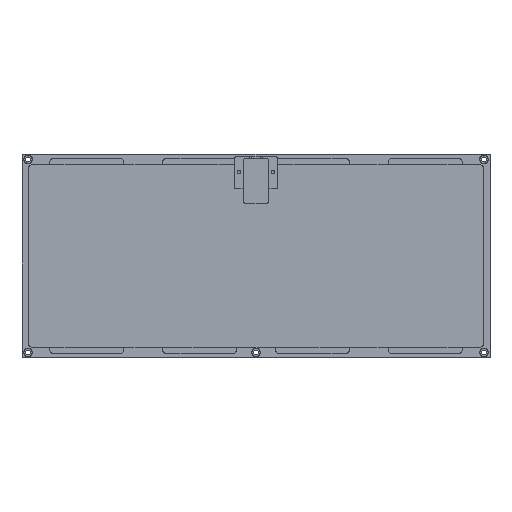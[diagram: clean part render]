
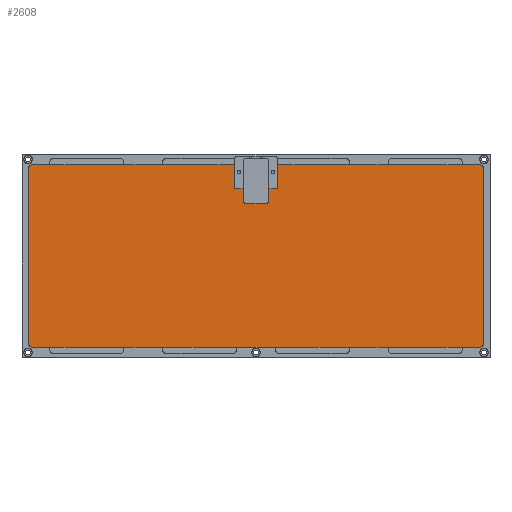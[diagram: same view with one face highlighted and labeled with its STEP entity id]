
A CAD part, top view. The second image highlights one B-rep face of the part: STEP entity #2608.
In plain terms, the highlighted planar face has unit normal (0, 0, 1).
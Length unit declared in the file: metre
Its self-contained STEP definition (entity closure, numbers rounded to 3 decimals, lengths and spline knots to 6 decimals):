
#154=LINE('',#3986,#388);
#156=LINE('',#3995,#390);
#167=LINE('',#4018,#401);
#187=LINE('',#4059,#421);
#197=LINE('',#4079,#431);
#227=LINE('',#4189,#461);
#231=LINE('',#4198,#465);
#237=LINE('',#4216,#471);
#239=LINE('',#4220,#473);
#245=LINE('',#4231,#479);
#246=LINE('',#4233,#480);
#249=LINE('',#4239,#483);
#388=VECTOR('',#3161,1.);
#390=VECTOR('',#3173,1.);
#401=VECTOR('',#3186,1.);
#421=VECTOR('',#3208,1.);
#431=VECTOR('',#3220,1.);
#461=VECTOR('',#3314,1.);
#465=VECTOR('',#3320,1.);
#471=VECTOR('',#3340,1.);
#473=VECTOR('',#3344,1.);
#479=VECTOR('',#3352,1.);
#480=VECTOR('',#3355,1.);
#483=VECTOR('',#3360,1.);
#871=ORIENTED_EDGE('',*,*,#1420,.F.);
#872=ORIENTED_EDGE('',*,*,#1557,.T.);
#873=ORIENTED_EDGE('',*,*,#1533,.T.);
#874=ORIENTED_EDGE('',*,*,#1558,.T.);
#875=ORIENTED_EDGE('',*,*,#1409,.T.);
#876=ORIENTED_EDGE('',*,*,#1404,.F.);
#877=ORIENTED_EDGE('',*,*,#1520,.F.);
#878=ORIENTED_EDGE('',*,*,#1514,.F.);
#879=ORIENTED_EDGE('',*,*,#1532,.F.);
#880=ORIENTED_EDGE('',*,*,#1559,.T.);
#881=ORIENTED_EDGE('',*,*,#1526,.T.);
#882=ORIENTED_EDGE('',*,*,#1560,.T.);
#883=ORIENTED_EDGE('',*,*,#1524,.T.);
#884=ORIENTED_EDGE('',*,*,#1510,.F.);
#885=ORIENTED_EDGE('',*,*,#1518,.F.);
#886=ORIENTED_EDGE('',*,*,#1450,.F.);
#887=ORIENTED_EDGE('',*,*,#1440,.T.);
#888=ORIENTED_EDGE('',*,*,#1561,.T.);
#889=ORIENTED_EDGE('',*,*,#1536,.F.);
#890=ORIENTED_EDGE('',*,*,#1562,.T.);
#1404=EDGE_CURVE('',#1768,#1764,#154,.T.);
#1409=EDGE_CURVE('',#1771,#1764,#156,.F.);
#1420=EDGE_CURVE('',#1781,#1782,#167,.F.);
#1440=EDGE_CURVE('',#1802,#1801,#187,.F.);
#1450=EDGE_CURVE('',#1802,#1811,#197,.F.);
#1510=EDGE_CURVE('',#1859,#1860,#227,.T.);
#1514=EDGE_CURVE('',#1863,#1864,#231,.T.);
#1518=EDGE_CURVE('',#1811,#1859,#2014,.T.);
#1520=EDGE_CURVE('',#1864,#1768,#2016,.T.);
#1524=EDGE_CURVE('',#1868,#1860,#237,.T.);
#1526=EDGE_CURVE('',#1869,#1870,#239,.F.);
#1532=EDGE_CURVE('',#1872,#1863,#245,.T.);
#1533=EDGE_CURVE('',#1873,#1874,#246,.T.);
#1536=EDGE_CURVE('',#1875,#1876,#249,.T.);
#1557=EDGE_CURVE('',#1781,#1873,#2024,.T.);
#1558=EDGE_CURVE('',#1874,#1771,#2025,.T.);
#1559=EDGE_CURVE('',#1872,#1869,#2026,.F.);
#1560=EDGE_CURVE('',#1870,#1868,#2027,.F.);
#1561=EDGE_CURVE('',#1801,#1876,#2028,.T.);
#1562=EDGE_CURVE('',#1875,#1782,#2029,.T.);
#1764=VERTEX_POINT('',#3977);
#1768=VERTEX_POINT('',#3985);
#1771=VERTEX_POINT('',#3996);
#1781=VERTEX_POINT('',#4017);
#1782=VERTEX_POINT('',#4019);
#1801=VERTEX_POINT('',#4058);
#1802=VERTEX_POINT('',#4060);
#1811=VERTEX_POINT('',#4080);
#1859=VERTEX_POINT('',#4190);
#1860=VERTEX_POINT('',#4191);
#1863=VERTEX_POINT('',#4199);
#1864=VERTEX_POINT('',#4200);
#1868=VERTEX_POINT('',#4217);
#1869=VERTEX_POINT('',#4221);
#1870=VERTEX_POINT('',#4222);
#1872=VERTEX_POINT('',#4230);
#1873=VERTEX_POINT('',#4234);
#1874=VERTEX_POINT('',#4235);
#1875=VERTEX_POINT('',#4240);
#1876=VERTEX_POINT('',#4241);
#2014=CIRCLE('',#2830,0.00175);
#2016=CIRCLE('',#2833,0.00175);
#2024=CIRCLE('',#2853,0.003);
#2025=CIRCLE('',#2854,0.003);
#2026=CIRCLE('',#2855,0.002);
#2027=CIRCLE('',#2856,0.002);
#2028=CIRCLE('',#2857,0.003);
#2029=CIRCLE('',#2858,0.003);
#2132=EDGE_LOOP('',(#871,#872,#873,#874,#875,#876,#877,#878,#879,#880,#881,
#882,#883,#884,#885,#886,#887,#888,#889,#890));
#2338=FACE_BOUND('',#2132,.T.);
#2517=PLANE('',#2852);
#2608=ADVANCED_FACE('',(#2338),#2517,.T.);
#2830=AXIS2_PLACEMENT_3D('',#4207,#3326,#3327);
#2833=AXIS2_PLACEMENT_3D('',#4210,#3332,#3333);
#2852=AXIS2_PLACEMENT_3D('',#4279,#3399,#3400);
#2853=AXIS2_PLACEMENT_3D('',#4280,#3401,#3402);
#2854=AXIS2_PLACEMENT_3D('',#4281,#3403,#3404);
#2855=AXIS2_PLACEMENT_3D('',#4282,#3405,#3406);
#2856=AXIS2_PLACEMENT_3D('',#4283,#3407,#3408);
#2857=AXIS2_PLACEMENT_3D('',#4284,#3409,#3410);
#2858=AXIS2_PLACEMENT_3D('',#4285,#3411,#3412);
#3161=DIRECTION('',(0.,1.,0.));
#3173=DIRECTION('',(1.,0.,0.));
#3186=DIRECTION('',(1.,0.,0.));
#3208=DIRECTION('',(1.,0.,0.));
#3220=DIRECTION('',(0.,1.,0.));
#3314=DIRECTION('',(1.,0.,0.));
#3320=DIRECTION('',(1.,0.,0.));
#3326=DIRECTION('',(0.,0.,1.));
#3327=DIRECTION('',(1.,0.,0.));
#3332=DIRECTION('',(0.,0.,1.));
#3333=DIRECTION('',(1.,0.,0.));
#3340=DIRECTION('',(0.,1.,0.));
#3344=DIRECTION('',(1.,0.,0.));
#3352=DIRECTION('',(0.,1.,0.));
#3355=DIRECTION('',(0.,1.,0.));
#3360=DIRECTION('',(0.,1.,0.));
#3399=DIRECTION('',(0.,0.,1.));
#3400=DIRECTION('',(1.,0.,0.));
#3401=DIRECTION('',(0.,0.,1.));
#3402=DIRECTION('',(1.,0.,0.));
#3403=DIRECTION('',(0.,0.,1.));
#3404=DIRECTION('',(1.,0.,0.));
#3405=DIRECTION('',(0.,0.,1.));
#3406=DIRECTION('',(1.,0.,0.));
#3407=DIRECTION('',(0.,0.,1.));
#3408=DIRECTION('',(1.,0.,0.));
#3409=DIRECTION('',(0.,0.,1.));
#3410=DIRECTION('',(1.,0.,0.));
#3411=DIRECTION('',(0.,0.,1.));
#3412=DIRECTION('',(1.,0.,0.));
#3977=CARTESIAN_POINT('',(0.01525,0.063513,-0.004));
#3985=CARTESIAN_POINT('',(0.01525,0.0485,-0.004));
#3986=CARTESIAN_POINT('',(0.01525,0.,-0.004));
#3995=CARTESIAN_POINT('',(0.,0.063513,-0.004));
#3996=CARTESIAN_POINT('',(0.155763,0.063513,-0.004));
#4017=CARTESIAN_POINT('',(0.155763,-0.063513,-0.004));
#4018=CARTESIAN_POINT('',(0.,-0.063513,-0.004));
#4019=CARTESIAN_POINT('',(-0.155763,-0.063513,-0.004));
#4058=CARTESIAN_POINT('',(-0.155763,0.063513,-0.004));
#4059=CARTESIAN_POINT('',(0.,0.063513,-0.004));
#4060=CARTESIAN_POINT('',(-0.01525,0.063513,-0.004));
#4079=CARTESIAN_POINT('',(-0.01525,0.,-0.004));
#4080=CARTESIAN_POINT('',(-0.01525,0.0485,-0.004));
#4189=CARTESIAN_POINT('',(0.,0.04675,-0.004));
#4190=CARTESIAN_POINT('',(-0.0135,0.04675,-0.004));
#4191=CARTESIAN_POINT('',(-0.009,0.04675,-0.004));
#4198=CARTESIAN_POINT('',(0.,0.04675,-0.004));
#4199=CARTESIAN_POINT('',(0.009,0.04675,-0.004));
#4200=CARTESIAN_POINT('',(0.0135,0.04675,-0.004));
#4207=CARTESIAN_POINT('',(-0.0135,0.0485,-0.004));
#4210=CARTESIAN_POINT('',(0.0135,0.0485,-0.004));
#4216=CARTESIAN_POINT('',(-0.009,0.,-0.004));
#4217=CARTESIAN_POINT('',(-0.009,0.03875,-0.004));
#4220=CARTESIAN_POINT('',(0.,0.03675,-0.004));
#4221=CARTESIAN_POINT('',(0.007,0.03675,-0.004));
#4222=CARTESIAN_POINT('',(-0.007,0.03675,-0.004));
#4230=CARTESIAN_POINT('',(0.009,0.03875,-0.004));
#4231=CARTESIAN_POINT('',(0.009,0.,-0.004));
#4233=CARTESIAN_POINT('',(0.158763,0.,-0.004));
#4234=CARTESIAN_POINT('',(0.158763,-0.060513,-0.004));
#4235=CARTESIAN_POINT('',(0.158763,0.060513,-0.004));
#4239=CARTESIAN_POINT('',(-0.158763,0.,-0.004));
#4240=CARTESIAN_POINT('',(-0.158763,-0.060513,-0.004));
#4241=CARTESIAN_POINT('',(-0.158763,0.060513,-0.004));
#4279=CARTESIAN_POINT('',(0.,0.,-0.004));
#4280=CARTESIAN_POINT('',(0.155763,-0.060513,-0.004));
#4281=CARTESIAN_POINT('',(0.155763,0.060513,-0.004));
#4282=CARTESIAN_POINT('',(0.007,0.03875,-0.004));
#4283=CARTESIAN_POINT('',(-0.007,0.03875,-0.004));
#4284=CARTESIAN_POINT('',(-0.155763,0.060513,-0.004));
#4285=CARTESIAN_POINT('',(-0.155763,-0.060513,-0.004));
